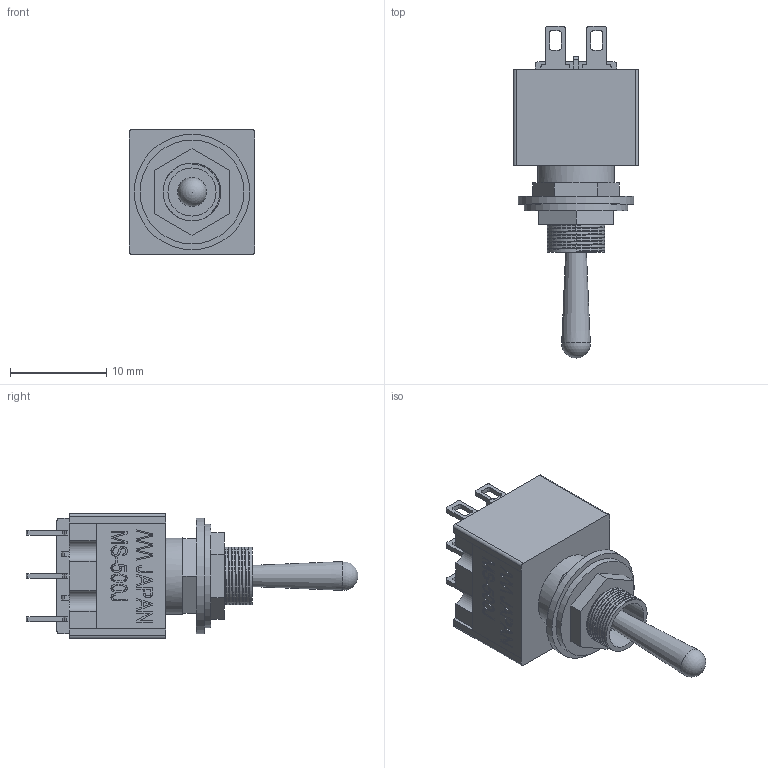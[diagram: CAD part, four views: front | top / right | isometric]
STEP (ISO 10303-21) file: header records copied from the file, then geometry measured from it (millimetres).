
FILE_DESCRIPTION( ( 'Unknown' ), '1' );
FILE_NAME( 'Toggle Switch(6A 125V AC).stp', 'Unknown', ( 'Unknown' ), ( 'Unknown' ), 'PSStep 14.0', 'Unknown', ' ' );
FILE_SCHEMA( ( 'AUTOMOTIVE_DESIGN { 1 0 10303 214 1 1 1 1 }' ) );
Length unit declared in the file: millimetre
Products named in the file (1): 1
Bounding box: 13 x 34.5 x 13 mm (x, y, z)
Volume: 2163.6 mm3; surface area: 1621.4 mm2
Topology: 1 solids, 1 shells, 500 faces, 1321 edges, 876 vertices
Faces by surface type: plane 365, cylinder 88, extrusion 43, bspline 2, cone 1, sphere 1
Full cylindrical faces by diameter (mm): 5 x1, 6 x8, 8 x1, 10.8 x1, 12 x1
Entity records: 21637 total; most frequent: CARTESIAN_POINT 5574, ORIENTED_EDGE 2554, DIRECTION 2296, EDGE_CURVE 1277, VECTOR 1056, LINE 1013, VERTEX_POINT 858, AXIS2_PLACEMENT_3D 620
